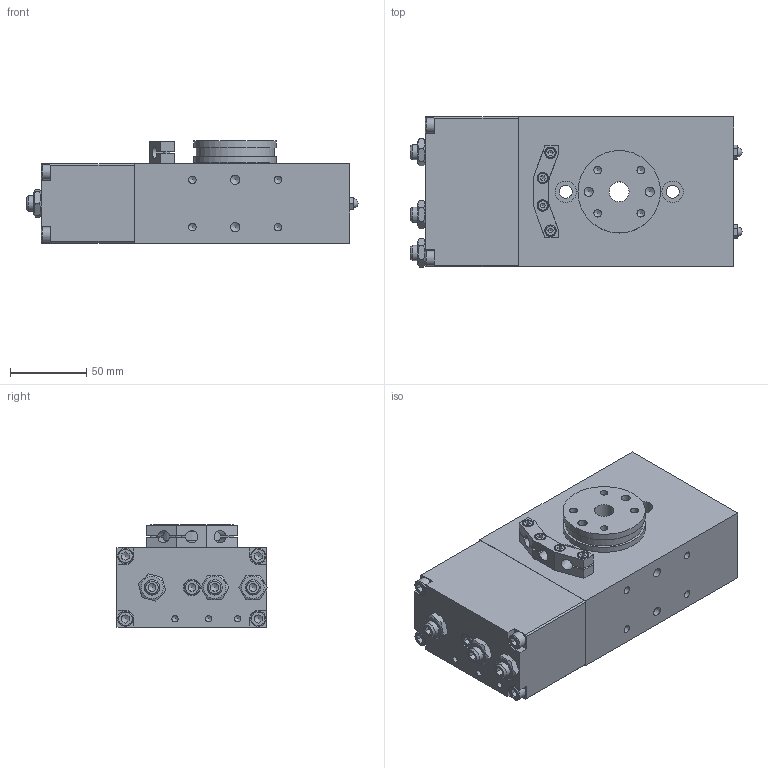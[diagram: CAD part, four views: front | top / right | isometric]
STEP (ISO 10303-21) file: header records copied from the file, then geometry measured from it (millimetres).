
FILE_DESCRIPTION(/* description */ (''),/* implementation_level */ '2;1');
FILE_NAME(/* name */ 'PAO 30-D-F8-N-V3-RA.stp',/* time_stamp */ '2021-09-21T18:19:32+02:00',/* author */ ('Emilio'),/* organization */ (''),/* preprocessor_version */ 'ST-DEVELOPER v17.2',/* originating_system */ 'Autodesk Inventor 2019',/* authorisation */ '');
FILE_SCHEMA (('AUTOMOTIVE_DESIGN { 1 0 10303 214 3 1 1 }'));
Length unit declared in the file: millimetre
Products named in the file (12): PAO 30-D-F8-N-V3-RA; PAO_30-CORPO; PAO-30-ALBERO; TARGHETTA 22X52; PAO-30-TESTATA VERS. D; PAO-30-STAFFETTA SENSORI; ISO 4762 - M4 x 8ISO; ISO 4762 - M4 x 16ISO; PAO-15-SILENZIATORE; DIN EN ISO 4762 - M6 x 60; AS 1421 - M10 x 40 punta piana; DIN EN ISO 4035 - M10
Assembly tree (22 placements, depth 2):
  PAO 30-D-F8-N-V3-RA
    PAO_30-CORPO
    PAO-30-ALBERO
    DIN EN ISO 4762 - M6 x 60  x5
    TARGHETTA 22X52
    PAO-30-TESTATA VERS. D
    AS 1421 - M10 x 40 punta piana  x3
    DIN EN ISO 4035 - M10  x3
    PAO-30-STAFFETTA SENSORI
    ISO 4762 - M4 x 8ISO  x2
    ISO 4762 - M4 x 16ISO  x2
    PAO-15-SILENZIATORE  x2
Bounding box: 217.4 x 98.25 x 67 mm (x, y, z)
Volume: 1000624.7 mm3; surface area: 144700.1 mm2
Topology: 22 solids, 22 shells, 726 faces, 2030 edges, 1395 vertices
Faces by surface type: plane 403, cylinder 129, bspline 99, cone 75, torus 18, sphere 2
Full cylindrical faces by diameter (mm): 2.816 x1, 3.242 x2, 4 x8, 4.134 x5, 4.5 x5, 4.917 x18, 6 x13, 6.5 x5, 7 x4, 7.5 x4, 8 x2, 8.376 x3, 8.5 x2, 10 x10, 10.106 x3, 11 x1, 13 x1, 14 x2, 20 x2, 28.35 x1, 30 x1, 34 x1, 37 x2, 41.5 x2, 42 x1, 45.5 x1, 51 x1, 54 x2
Entity records: 19809 total; most frequent: CARTESIAN_POINT 4549, ORIENTED_EDGE 3194, DIRECTION 2774, EDGE_CURVE 1597, VERTEX_POINT 1122, LINE 956, VECTOR 956, AXIS2_PLACEMENT_3D 909
